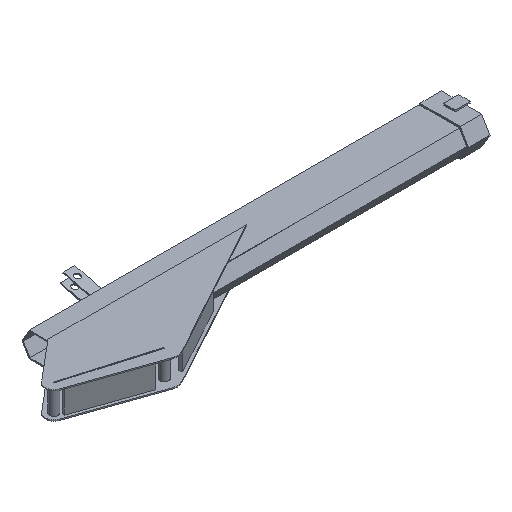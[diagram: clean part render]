
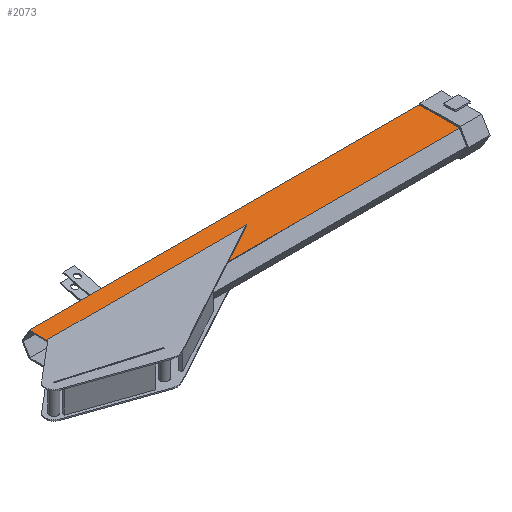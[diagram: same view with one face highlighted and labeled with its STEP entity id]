
A CAD part, isometric view. The second image highlights one B-rep face of the part: STEP entity #2073.
In plain terms, the highlighted planar face has unit normal (0, 0, 1).
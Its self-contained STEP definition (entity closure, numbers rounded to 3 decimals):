
#9 = EDGE_CURVE ( 'NONE', #2289, #500, #2188, .T. ) ;
#19 = EDGE_CURVE ( 'NONE', #291, #1205, #405, .T. ) ;
#75 = DIRECTION ( 'NONE',  ( 0., -1., 0. ) ) ;
#94 = VERTEX_POINT ( 'NONE', #1036 ) ;
#238 = FACE_OUTER_BOUND ( 'NONE', #2241, .T. ) ;
#278 = DIRECTION ( 'NONE',  ( 0., 0., -1. ) ) ;
#291 = VERTEX_POINT ( 'NONE', #2924 ) ;
#294 = ORIENTED_EDGE ( 'NONE', *, *, #9, .T. ) ;
#405 = LINE ( 'NONE', #2297, #2340 ) ;
#454 = CARTESIAN_POINT ( 'NONE',  ( 1430., 70., 43.5 ) ) ;
#500 = VERTEX_POINT ( 'NONE', #2196 ) ;
#611 = CARTESIAN_POINT ( 'NONE',  ( 0., 5., 43.5 ) ) ;
#648 = DIRECTION ( 'NONE',  ( -1., 0., 0. ) ) ;
#681 = LINE ( 'NONE', #1094, #2103 ) ;
#705 = EDGE_CURVE ( 'NONE', #94, #2289, #681, .T. ) ;
#786 = CARTESIAN_POINT ( 'NONE',  ( 1430., 70., 43.5 ) ) ;
#897 = VECTOR ( 'NONE', #2721, 1000. ) ;
#936 = VERTEX_POINT ( 'NONE', #2203 ) ;
#980 = VERTEX_POINT ( 'NONE', #2765 ) ;
#987 = VECTOR ( 'NONE', #2791, 1000. ) ;
#1025 = VECTOR ( 'NONE', #75, 1000. ) ;
#1036 = CARTESIAN_POINT ( 'NONE',  ( 1355., -70., 43.5 ) ) ;
#1094 = CARTESIAN_POINT ( 'NONE',  ( 1355., 67.685, 43.5 ) ) ;
#1202 = EDGE_CURVE ( 'NONE', #980, #1205, #1479, .T. ) ;
#1205 = VERTEX_POINT ( 'NONE', #2121 ) ;
#1335 = LINE ( 'NONE', #2301, #987 ) ;
#1477 = CARTESIAN_POINT ( 'NONE',  ( 1355., 67.685, 43.5 ) ) ;
#1479 = LINE ( 'NONE', #611, #3151 ) ;
#1480 = CARTESIAN_POINT ( 'NONE',  ( 1430., -70., 43.5 ) ) ;
#1498 = DIRECTION ( 'NONE',  ( 1., 0., 0. ) ) ;
#1577 = LINE ( 'NONE', #1480, #897 ) ;
#1819 = DIRECTION ( 'NONE',  ( -1., 0., 0. ) ) ;
#1860 = EDGE_CURVE ( 'NONE', #936, #980, #1335, .T. ) ;
#2073 = ADVANCED_FACE ( 'NONE', ( #238 ), #2308, .F. ) ;
#2078 = ORIENTED_EDGE ( 'NONE', *, *, #2615, .F. ) ;
#2103 = VECTOR ( 'NONE', #2637, 1000. ) ;
#2121 = CARTESIAN_POINT ( 'NONE',  ( 0., 5., 43.5 ) ) ;
#2188 = LINE ( 'NONE', #1477, #3007 ) ;
#2196 = CARTESIAN_POINT ( 'NONE',  ( 1430., 67.685, 43.5 ) ) ;
#2203 = CARTESIAN_POINT ( 'NONE',  ( 552.123, -70., 43.5 ) ) ;
#2241 = EDGE_LOOP ( 'NONE', ( #2675, #294, #2078, #2936, #2317, #2988, #2353, #2562 ) ) ;
#2289 = VERTEX_POINT ( 'NONE', #2399 ) ;
#2297 = CARTESIAN_POINT ( 'NONE',  ( 0., 70., 43.5 ) ) ;
#2301 = CARTESIAN_POINT ( 'NONE',  ( 690., 5., 43.5 ) ) ;
#2308 = PLANE ( 'NONE',  #2904 ) ;
#2317 = ORIENTED_EDGE ( 'NONE', *, *, #19, .T. ) ;
#2326 = EDGE_CURVE ( 'NONE', #3082, #291, #2540, .T. ) ;
#2340 = VECTOR ( 'NONE', #2544, 1000. ) ;
#2353 = ORIENTED_EDGE ( 'NONE', *, *, #1860, .F. ) ;
#2372 = VECTOR ( 'NONE', #648, 1000. ) ;
#2399 = CARTESIAN_POINT ( 'NONE',  ( 1355., 67.685, 43.5 ) ) ;
#2412 = LINE ( 'NONE', #3085, #1025 ) ;
#2540 = LINE ( 'NONE', #454, #2372 ) ;
#2544 = DIRECTION ( 'NONE',  ( 0., -1., 0. ) ) ;
#2562 = ORIENTED_EDGE ( 'NONE', *, *, #3206, .F. ) ;
#2615 = EDGE_CURVE ( 'NONE', #3082, #500, #2412, .T. ) ;
#2637 = DIRECTION ( 'NONE',  ( 0., 1., 0. ) ) ;
#2675 = ORIENTED_EDGE ( 'NONE', *, *, #705, .T. ) ;
#2721 = DIRECTION ( 'NONE',  ( -1., 0., 0. ) ) ;
#2765 = CARTESIAN_POINT ( 'NONE',  ( 690., 5., 43.5 ) ) ;
#2791 = DIRECTION ( 'NONE',  ( 0.878, 0.478, 0. ) ) ;
#2883 = DIRECTION ( 'NONE',  ( -1., 0., 0. ) ) ;
#2904 = AXIS2_PLACEMENT_3D ( 'NONE', #786, #278, #1819 ) ;
#2924 = CARTESIAN_POINT ( 'NONE',  ( 0., 70., 43.5 ) ) ;
#2936 = ORIENTED_EDGE ( 'NONE', *, *, #2326, .T. ) ;
#2988 = ORIENTED_EDGE ( 'NONE', *, *, #1202, .F. ) ;
#3007 = VECTOR ( 'NONE', #1498, 1000. ) ;
#3082 = VERTEX_POINT ( 'NONE', #3145 ) ;
#3085 = CARTESIAN_POINT ( 'NONE',  ( 1430., 70., 43.5 ) ) ;
#3145 = CARTESIAN_POINT ( 'NONE',  ( 1430., 70., 43.5 ) ) ;
#3151 = VECTOR ( 'NONE', #2883, 1000. ) ;
#3206 = EDGE_CURVE ( 'NONE', #94, #936, #1577, .T. ) ;
